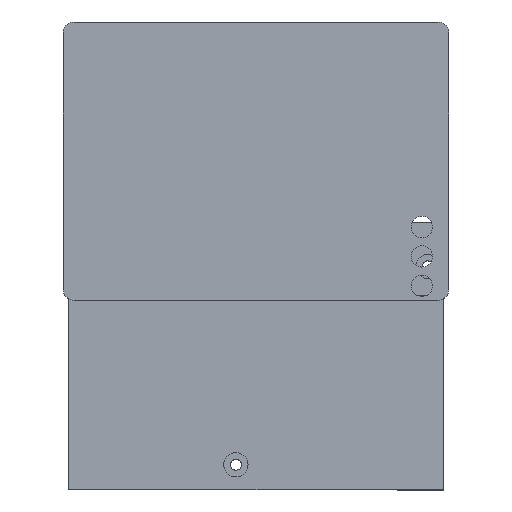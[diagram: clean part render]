
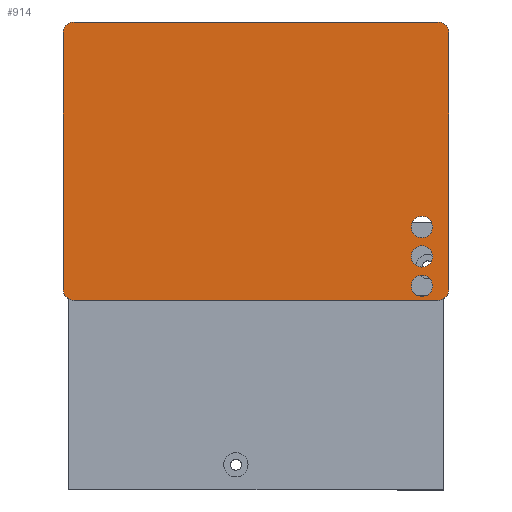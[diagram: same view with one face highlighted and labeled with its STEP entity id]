
A CAD part, top view. The second image highlights one B-rep face of the part: STEP entity #914.
In plain terms, the highlighted planar face has unit normal (0, 0, 1).
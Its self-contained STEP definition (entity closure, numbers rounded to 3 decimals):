
#52=LINE('',#1462,#134);
#59=LINE('',#1484,#141);
#61=LINE('',#1488,#143);
#62=LINE('',#1490,#144);
#134=VECTOR('',#1187,10.);
#141=VECTOR('',#1208,10.);
#143=VECTOR('',#1212,10.);
#144=VECTOR('',#1215,10.);
#219=FACE_BOUND('',#318,.T.);
#220=FACE_BOUND('',#319,.T.);
#221=FACE_BOUND('',#320,.T.);
#255=FACE_OUTER_BOUND('',#317,.T.);
#317=EDGE_LOOP('',(#706,#707,#708,#709,#710,#711,#712,#713));
#318=EDGE_LOOP('',(#714));
#319=EDGE_LOOP('',(#715));
#320=EDGE_LOOP('',(#716));
#379=CIRCLE('',#1003,2.);
#380=CIRCLE('',#1005,2.);
#381=CIRCLE('',#1007,2.);
#382=CIRCLE('',#1009,2.);
#387=CIRCLE('',#1017,2.);
#388=CIRCLE('',#1019,2.);
#391=CIRCLE('',#1024,2.);
#425=VERTEX_POINT('',#1418);
#426=VERTEX_POINT('',#1422);
#427=VERTEX_POINT('',#1426);
#428=VERTEX_POINT('',#1430);
#429=VERTEX_POINT('',#1431);
#442=VERTEX_POINT('',#1461);
#443=VERTEX_POINT('',#1465);
#444=VERTEX_POINT('',#1469);
#445=VERTEX_POINT('',#1470);
#450=VERTEX_POINT('',#1483);
#451=VERTEX_POINT('',#1487);
#515=EDGE_CURVE('',#425,#425,#379,.T.);
#517=EDGE_CURVE('',#426,#426,#380,.T.);
#519=EDGE_CURVE('',#427,#427,#381,.T.);
#521=EDGE_CURVE('',#428,#429,#382,.T.);
#536=EDGE_CURVE('',#442,#429,#52,.T.);
#538=EDGE_CURVE('',#442,#443,#387,.T.);
#540=EDGE_CURVE('',#444,#445,#388,.T.);
#547=EDGE_CURVE('',#450,#445,#59,.T.);
#549=EDGE_CURVE('',#428,#451,#61,.T.);
#550=EDGE_CURVE('',#450,#451,#391,.T.);
#551=EDGE_CURVE('',#444,#443,#62,.T.);
#706=ORIENTED_EDGE('',*,*,#521,.F.);
#707=ORIENTED_EDGE('',*,*,#549,.T.);
#708=ORIENTED_EDGE('',*,*,#550,.F.);
#709=ORIENTED_EDGE('',*,*,#547,.T.);
#710=ORIENTED_EDGE('',*,*,#540,.F.);
#711=ORIENTED_EDGE('',*,*,#551,.T.);
#712=ORIENTED_EDGE('',*,*,#538,.F.);
#713=ORIENTED_EDGE('',*,*,#536,.T.);
#714=ORIENTED_EDGE('',*,*,#515,.T.);
#715=ORIENTED_EDGE('',*,*,#517,.T.);
#716=ORIENTED_EDGE('',*,*,#519,.T.);
#868=PLANE('',#1023);
#914=ADVANCED_FACE('',(#255,#219,#220,#221),#868,.T.);
#1003=AXIS2_PLACEMENT_3D('',#1419,#1148,#1149);
#1005=AXIS2_PLACEMENT_3D('',#1423,#1153,#1154);
#1007=AXIS2_PLACEMENT_3D('',#1427,#1158,#1159);
#1009=AXIS2_PLACEMENT_3D('',#1432,#1163,#1164);
#1017=AXIS2_PLACEMENT_3D('',#1466,#1191,#1192);
#1019=AXIS2_PLACEMENT_3D('',#1471,#1196,#1197);
#1023=AXIS2_PLACEMENT_3D('',#1486,#1210,#1211);
#1024=AXIS2_PLACEMENT_3D('',#1489,#1213,#1214);
#1148=DIRECTION('center_axis',(0.,0.,
-1.));
#1149=DIRECTION('ref_axis',(-1.,0.,0.));
#1153=DIRECTION('center_axis',(0.,0.,
-1.));
#1154=DIRECTION('ref_axis',(-1.,0.,0.));
#1158=DIRECTION('center_axis',(0.,0.,
-1.));
#1159=DIRECTION('ref_axis',(-1.,0.,0.));
#1163=DIRECTION('center_axis',(0.,0.,
-1.));
#1164=DIRECTION('ref_axis',(-0.707,0.707,0.));
#1187=DIRECTION('',(-1.,0.,0.));
#1191=DIRECTION('center_axis',(0.,0.,
-1.));
#1192=DIRECTION('ref_axis',(0.707,0.707,0.));
#1196=DIRECTION('center_axis',(0.,0.,
-1.));
#1197=DIRECTION('ref_axis',(0.707,-0.707,0.));
#1208=DIRECTION('',(1.,0.,0.));
#1210=DIRECTION('center_axis',(0.,0.,
1.));
#1211=DIRECTION('ref_axis',(1.,0.,0.));
#1212=DIRECTION('',(0.,-1.,0.));
#1213=DIRECTION('center_axis',(0.,0.,
-1.));
#1214=DIRECTION('ref_axis',(-0.707,-0.707,0.));
#1215=DIRECTION('',(0.,1.,0.));
#1418=CARTESIAN_POINT('',(34.,12.063,134.831));
#1419=CARTESIAN_POINT('Origin',(32.,12.063,134.831));
#1422=CARTESIAN_POINT('',(34.,17.563,134.831));
#1423=CARTESIAN_POINT('Origin',(32.,17.563,134.831));
#1426=CARTESIAN_POINT('',(34.,23.063,134.831));
#1427=CARTESIAN_POINT('Origin',(32.,23.063,134.831));
#1430=CARTESIAN_POINT('',(-35.,59.363,134.831));
#1431=CARTESIAN_POINT('',(-33.,61.363,134.831));
#1432=CARTESIAN_POINT('Origin',(-33.,59.363,134.831));
#1461=CARTESIAN_POINT('',(35.,61.363,134.831));
#1462=CARTESIAN_POINT('',(37.,61.363,134.831));
#1465=CARTESIAN_POINT('',(37.,59.363,134.831));
#1466=CARTESIAN_POINT('Origin',(35.,59.363,134.831));
#1469=CARTESIAN_POINT('',(37.,11.363,134.831));
#1470=CARTESIAN_POINT('',(35.,9.363,134.831));
#1471=CARTESIAN_POINT('Origin',(35.,11.363,134.831));
#1483=CARTESIAN_POINT('',(-33.,9.363,134.831));
#1484=CARTESIAN_POINT('',(-35.,9.363,134.831));
#1486=CARTESIAN_POINT('Origin',(1.,35.363,134.831));
#1487=CARTESIAN_POINT('',(-35.,11.363,134.831));
#1488=CARTESIAN_POINT('',(-35.,26.985,134.831));
#1489=CARTESIAN_POINT('Origin',(-33.,11.363,134.831));
#1490=CARTESIAN_POINT('',(37.,9.363,134.831));
